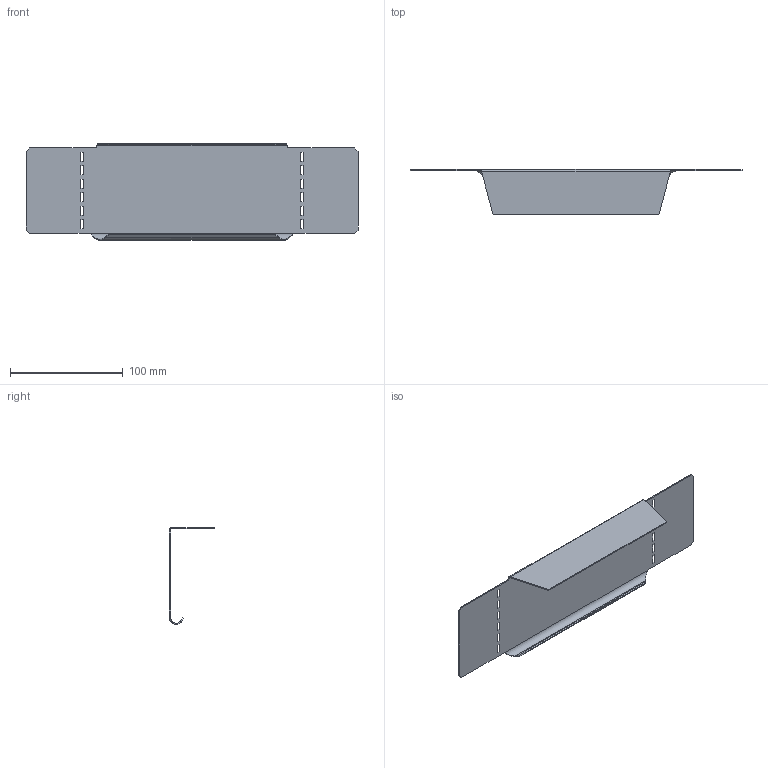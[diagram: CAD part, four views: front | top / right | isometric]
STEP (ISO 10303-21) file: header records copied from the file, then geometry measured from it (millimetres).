
FILE_DESCRIPTION((''),'2;1');
FILE_NAME('7107331','2012-11-15T',('AndreasKeweloh'),(''),'PRO/ENGINEER BY PARAMETRIC TECHNOLOGY CORPORATION, 2012230','PRO/ENGINEER BY PARAMETRIC TECHNOLOGY CORPORATION, 2012230','');
FILE_SCHEMA(('CONFIG_CONTROL_DESIGN'));
Length unit declared in the file: millimetre
Products named in the file (1): 7107331
Bounding box: 295 x 40 x 86 mm (x, y, z)
Volume: 31686 mm3; surface area: 64438.3 mm2
Topology: 1 solids, 1 shells, 84 faces, 230 edges, 148 vertices
Faces by surface type: plane 74, cylinder 6, bspline 4
Entity records: 2879 total; most frequent: CARTESIAN_POINT 705, ORIENTED_EDGE 460, DIRECTION 378, EDGE_CURVE 230, VECTOR 218, LINE 218, VERTEX_POINT 148, EDGE_LOOP 108
